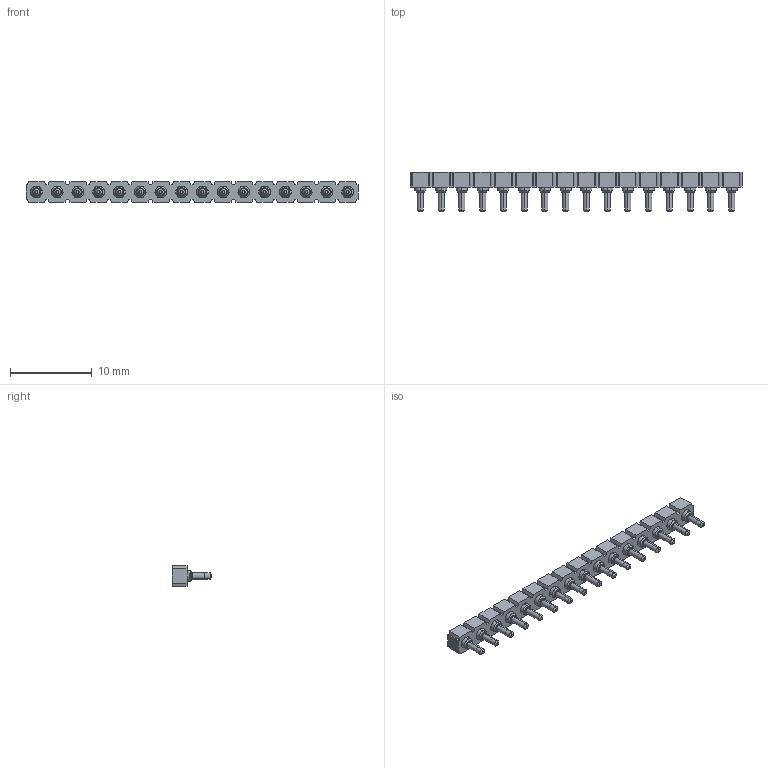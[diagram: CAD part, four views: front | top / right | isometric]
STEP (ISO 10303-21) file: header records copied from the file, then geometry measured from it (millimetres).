
FILE_DESCRIPTION (( 'STEP AP214' ), '1' );
FILE_NAME ('mill-max-315-13-116-41-003000.STEP', '2022-02-09T01:18:17', ( '' ), ( '' ), 'SwSTEP 2.0', 'SolidWorks 2021', '' );
FILE_SCHEMA (( 'AUTOMOTIVE_DESIGN' ));
Length unit declared in the file: inch
Products named in the file (3): P3XX-11-011-00-000000_P316-11-011-00-000000; mill-max-315-13-116-41-003000; 1534_1534-0-00-15-00-00-03-0
Assembly tree (17 placements, depth 2):
  mill-max-315-13-116-41-003000
    P3XX-11-011-00-000000_P316-11-011-00-000000
    1534_1534-0-00-15-00-00-03-0  x16
Bounding box: 40.64 x 4.83 x 2.54 mm (x, y, z)
Volume: 156.2 mm3; surface area: 967 mm2
Topology: 17 solids, 17 shells, 710 faces, 1580 edges, 952 vertices
Faces by surface type: cylinder 256, plane 230, cone 192, torus 32
Entity records: 7874 total; most frequent: DIRECTION 1342, CARTESIAN_POINT 1340, ORIENTED_EDGE 1296, EDGE_CURVE 648, VECTOR 484, LINE 484, AXIS2_PLACEMENT_3D 429, VERTEX_POINT 427
